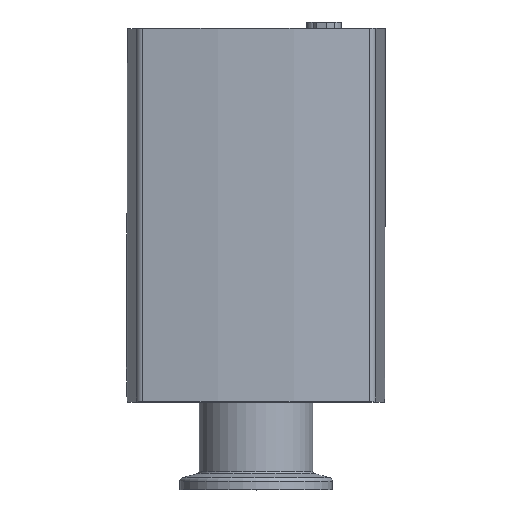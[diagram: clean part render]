
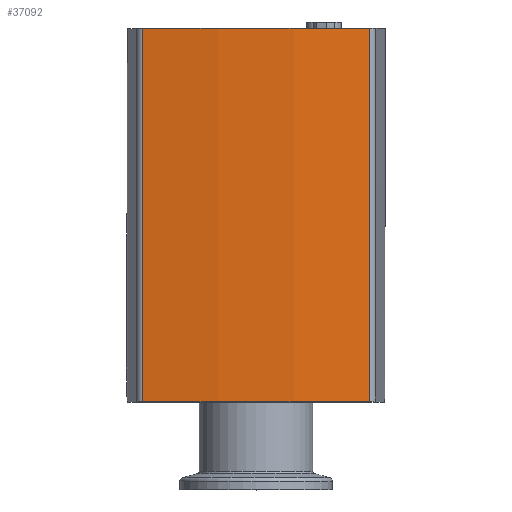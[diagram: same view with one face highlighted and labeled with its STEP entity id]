
A CAD part, top view. The second image highlights one B-rep face of the part: STEP entity #37092.
In plain terms, the highlighted cylindrical face has radius 170 mm (diameter 340 mm), a partial arc.
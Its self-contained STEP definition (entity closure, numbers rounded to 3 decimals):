
#941=CYLINDRICAL_SURFACE('',#39528,170.);
#1754=CIRCLE('',#39444,170.);
#1809=CIRCLE('',#39509,170.);
#3086=FACE_OUTER_BOUND('',#5190,.T.);
#5190=EDGE_LOOP('',(#24181,#24182,#24183,#24184));
#7468=LINE('',#61492,#10864);
#7469=LINE('',#61494,#10865);
#10864=VECTOR('',#43704,98.);
#10865=VECTOR('',#43707,98.);
#14612=VERTEX_POINT('',#61001);
#14613=VERTEX_POINT('',#61003);
#14666=VERTEX_POINT('',#61129);
#14667=VERTEX_POINT('',#61131);
#18269=EDGE_CURVE('',#14612,#14613,#1754,.T.);
#18333=EDGE_CURVE('',#14667,#14666,#1809,.T.);
#18366=EDGE_CURVE('',#14612,#14667,#7468,.T.);
#18367=EDGE_CURVE('',#14613,#14666,#7469,.T.);
#24181=ORIENTED_EDGE('',*,*,#18367,.F.);
#24182=ORIENTED_EDGE('',*,*,#18269,.F.);
#24183=ORIENTED_EDGE('',*,*,#18366,.T.);
#24184=ORIENTED_EDGE('',*,*,#18333,.T.);
#37092=ADVANCED_FACE('',(#3086),#941,.T.);
#39444=AXIS2_PLACEMENT_3D('',#61004,#43516,#43517);
#39509=AXIS2_PLACEMENT_3D('',#61132,#43655,#43656);
#39528=AXIS2_PLACEMENT_3D('',#61493,#43705,#43706);
#43516=DIRECTION('center_axis',(0.,1.,0.));
#43517=DIRECTION('ref_axis',(-0.175,0.,0.985));
#43655=DIRECTION('center_axis',(0.,1.,0.));
#43656=DIRECTION('ref_axis',(-0.175,0.,0.985));
#43704=DIRECTION('',(0.,-1.,0.));
#43705=DIRECTION('center_axis',(0.,1.,0.));
#43706=DIRECTION('ref_axis',(0.,0.,
1.));
#43707=DIRECTION('',(0.,-1.,0.));
#61001=CARTESIAN_POINT('',(-29.756,98.,31.375));
#61003=CARTESIAN_POINT('',(29.756,98.,31.375));
#61004=CARTESIAN_POINT('Origin',(0.,98.,
-136.));
#61129=CARTESIAN_POINT('',(29.756,0.,31.375));
#61131=CARTESIAN_POINT('',(-29.756,0.,31.375));
#61132=CARTESIAN_POINT('Origin',(0.,0.,
-136.));
#61492=CARTESIAN_POINT('',(-29.756,98.,31.375));
#61493=CARTESIAN_POINT('Origin',(0.,0.,
-136.));
#61494=CARTESIAN_POINT('',(29.756,98.,31.375));
